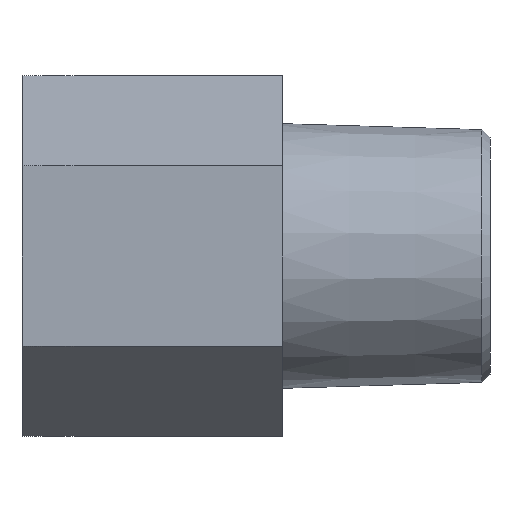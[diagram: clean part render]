
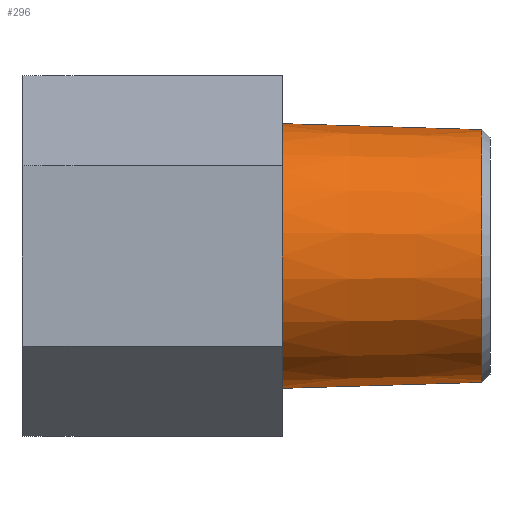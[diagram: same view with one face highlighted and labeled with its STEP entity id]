
A CAD part, left-side view. The second image highlights one B-rep face of the part: STEP entity #296.
In plain terms, the highlighted conical face has half-angle 1.715 degrees and reference radius 5.09 mm.
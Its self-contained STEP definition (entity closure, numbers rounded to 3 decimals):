
#46 = AXIS2_PLACEMENT_3D ( 'NONE', #515, #678, #691 ) ;
#49 = AXIS2_PLACEMENT_3D ( 'NONE', #478, #476, #495 ) ;
#72 = AXIS2_PLACEMENT_3D ( 'NONE', #450, #622, #623 ) ;
#111 = EDGE_CURVE ( 'NONE', #503, #418, #307, .T. ) ;
#125 = ORIENTED_EDGE ( 'NONE', *, *, #111, .T. ) ;
#127 = ORIENTED_EDGE ( 'NONE', *, *, #719, .T. ) ;
#128 = ORIENTED_EDGE ( 'NONE', *, *, #729, .T. ) ;
#137 = ORIENTED_EDGE ( 'NONE', *, *, #713, .F. ) ;
#191 = EDGE_LOOP ( 'NONE', ( #137, #128, #127, #125 ) ) ;
#296 = ADVANCED_FACE ( 'NONE', ( #347 ), #352, .T. ) ;
#307 = CIRCLE ( 'NONE', #72, 5.09 ) ;
#347 = FACE_OUTER_BOUND ( 'NONE', #191, .T. ) ;
#351 = VECTOR ( 'NONE', #707, 1000. ) ;
#352 = CONICAL_SURFACE ( 'NONE', #46, 5.09, 0.03 ) ;
#353 = LINE ( 'NONE', #649, #351 ) ;
#365 = LINE ( 'NONE', #698, #366 ) ;
#366 = VECTOR ( 'NONE', #697, 1000. ) ;
#379 = CIRCLE ( 'NONE', #49, 4.859 ) ;
#418 = VERTEX_POINT ( 'NONE', #562 ) ;
#450 = CARTESIAN_POINT ( 'NONE',  ( 0., 8., 0. ) ) ;
#476 = DIRECTION ( 'NONE',  ( 0., 1., 0. ) ) ;
#478 = CARTESIAN_POINT ( 'NONE',  ( 0., 0.309, 0. ) ) ;
#495 = DIRECTION ( 'NONE',  ( 0., 0., -1. ) ) ;
#503 = VERTEX_POINT ( 'NONE', #544 ) ;
#515 = CARTESIAN_POINT ( 'NONE',  ( 0., 8., 0. ) ) ;
#544 = CARTESIAN_POINT ( 'NONE',  ( 0., 8., 5.09 ) ) ;
#550 = CARTESIAN_POINT ( 'NONE',  ( 0., 0.309, -4.859 ) ) ;
#562 = CARTESIAN_POINT ( 'NONE',  ( 0., 8., -5.09 ) ) ;
#622 = DIRECTION ( 'NONE',  ( 0., -1., 0. ) ) ;
#623 = DIRECTION ( 'NONE',  ( 0., 0., -1. ) ) ;
#627 = VERTEX_POINT ( 'NONE', #633 ) ;
#633 = CARTESIAN_POINT ( 'NONE',  ( 0., 0.309, 4.859 ) ) ;
#649 = CARTESIAN_POINT ( 'NONE',  ( 0., 8., -5.09 ) ) ;
#678 = DIRECTION ( 'NONE',  ( 0., 1., 0. ) ) ;
#691 = DIRECTION ( 'NONE',  ( 0., 0., 1. ) ) ;
#697 = DIRECTION ( 'NONE',  ( 0., 1., 0.03 ) ) ;
#698 = CARTESIAN_POINT ( 'NONE',  ( 0., 8., 5.09 ) ) ;
#704 = VERTEX_POINT ( 'NONE', #550 ) ;
#707 = DIRECTION ( 'NONE',  ( 0., 1., -0.03 ) ) ;
#713 = EDGE_CURVE ( 'NONE', #704, #418, #353, .T. ) ;
#719 = EDGE_CURVE ( 'NONE', #627, #503, #365, .T. ) ;
#729 = EDGE_CURVE ( 'NONE', #704, #627, #379, .T. ) ;
